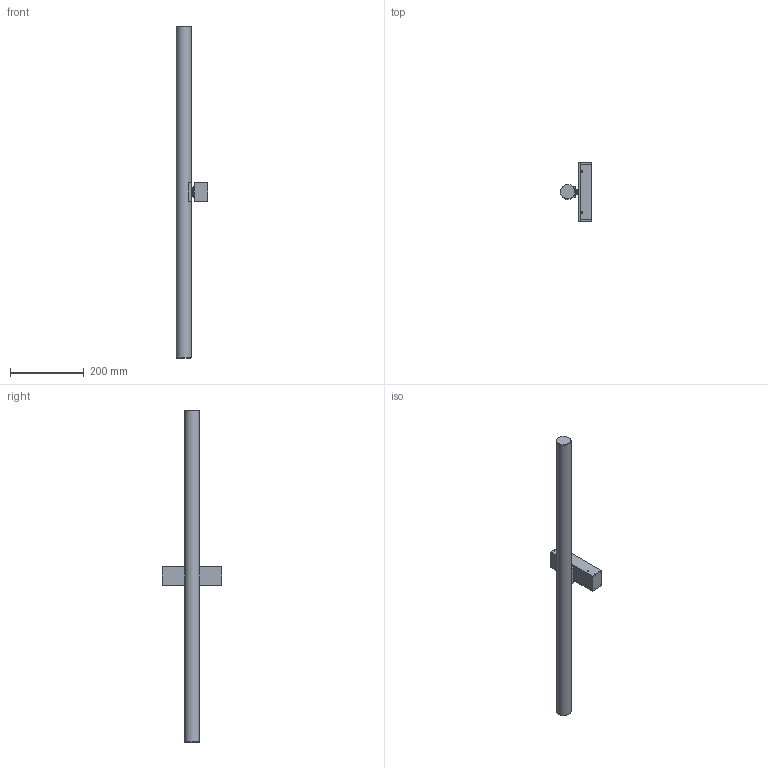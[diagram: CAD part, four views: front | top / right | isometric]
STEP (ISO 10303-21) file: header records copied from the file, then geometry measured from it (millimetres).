
FILE_DESCRIPTION(/* description */ (''),/* implementation_level */ '2;1');
FILE_NAME(/* name */ 'W0421D Thora v2.step',/* time_stamp */ '2025-08-21T09:35:55+02:00',/* author */ (''),/* organization */ (''),/* preprocessor_version */ 'ST-DEVELOPER v20.1',/* originating_system */ 'Autodesk Translation Framework v14.10.0.0',/* authorisation */ '');
FILE_SCHEMA (('AUTOMOTIVE_DESIGN { 1 0 10303 214 3 1 1 }'));
Length unit declared in the file: millimetre
Products named in the file (1): W0421D Thora
Bounding box: 85 x 160 x 900 mm (x, y, z)
Volume: 1198622.3 mm3; surface area: 208043.2 mm2
Topology: 12 solids, 12 shells, 163 faces, 376 edges, 244 vertices
Faces by surface type: cylinder 87, plane 56, bspline 10, torus 6, sphere 4
Full cylindrical faces by diameter (mm): 3 x2, 3.332 x4, 3.5 x4, 3.6 x3, 4 x9, 6.446 x2, 7.866 x3, 8 x3, 10 x1, 12 x1, 40 x3
Entity records: 8268 total; most frequent: CARTESIAN_POINT 4566, ORIENTED_EDGE 752, DIRECTION 708, EDGE_CURVE 376, AXIS2_PLACEMENT_3D 278, VERTEX_POINT 244, EDGE_LOOP 210, FACE_OUTER_BOUND 163
